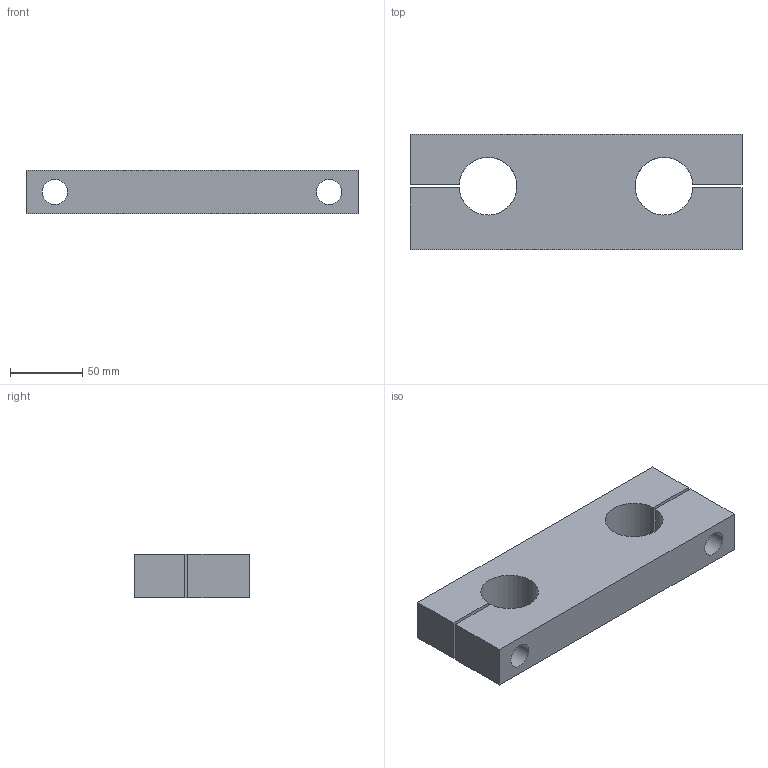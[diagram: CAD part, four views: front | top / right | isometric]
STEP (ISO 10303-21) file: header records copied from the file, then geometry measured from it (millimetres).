
FILE_DESCRIPTION(/* description */ ('Traverse zu Quattro Linearschlitten'),/* implementation_level */ '2;1');
FILE_NAME(/* name */ '191882-0.step',/* time_stamp */ '2021-08-19T14:49:36+02:00',/* author */ ('Praktikum'),/* organization */ (''),/* preprocessor_version */ 'ST-DEVELOPER v18.1',/* originating_system */ 'Autodesk Inventor 2021',/* authorisation */ '');
FILE_SCHEMA (('AUTOMOTIVE_DESIGN { 1 0 10303 214 3 1 1 }'));
Length unit declared in the file: millimetre
Products named in the file (1): leer
Bounding box: 230 x 80 x 30 mm (x, y, z)
Volume: 422567.5 mm3; surface area: 69203.6 mm2
Topology: 1 solids, 1 shells, 22 faces, 54 edges, 36 vertices
Faces by surface type: plane 14, cylinder 8
Full cylindrical faces by diameter (mm): 17.5 x4, 26 x2
Entity records: 711 total; most frequent: DIRECTION 116, CARTESIAN_POINT 113, ORIENTED_EDGE 108, EDGE_CURVE 54, AXIS2_PLACEMENT_3D 39, LINE 38, VECTOR 38, VERTEX_POINT 36
